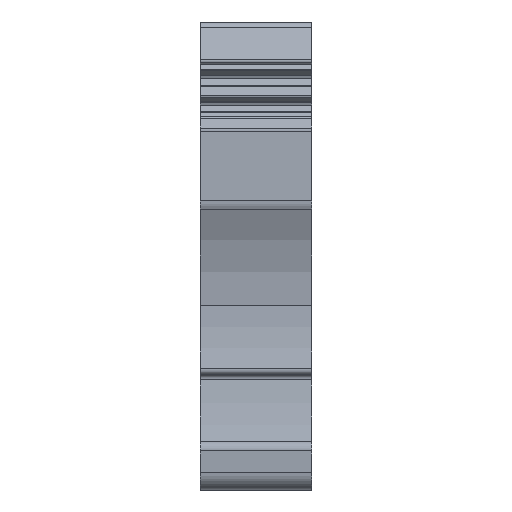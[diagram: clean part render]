
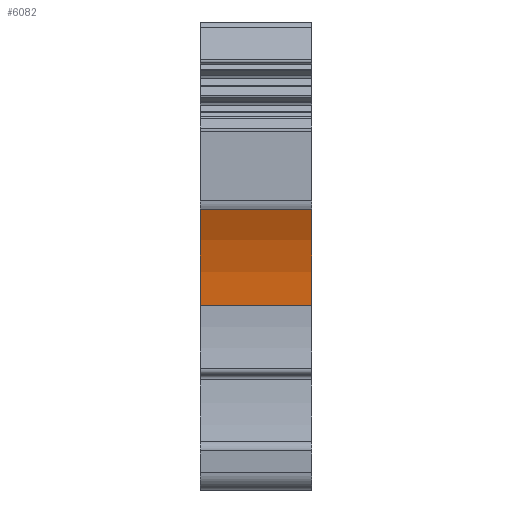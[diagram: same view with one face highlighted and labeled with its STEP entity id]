
A CAD part, front view. The second image highlights one B-rep face of the part: STEP entity #6082.
In plain terms, the highlighted cylindrical face has radius 24 mm (diameter 48 mm), a partial arc.
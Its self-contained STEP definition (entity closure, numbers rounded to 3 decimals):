
#649=AXIS2_PLACEMENT_3D('Circle Axis2P3D',#647,#648,$) ;
#3162=AXIS2_PLACEMENT_3D('Circle Axis2P3D',#3160,#3161,$) ;
#6064=AXIS2_PLACEMENT_3D('Cylinder Axis2P3D',#6061,#6062,#6063) ;
#644=CARTESIAN_POINT('Vertex',(0.,2.72,19.931)) ;
#647=CARTESIAN_POINT('Axis2P3D Location',(0.,-21.278,19.621)) ;
#651=CARTESIAN_POINT('Vertex',(0.,0.209,30.313)) ;
#1538=CARTESIAN_POINT('Vertex',(12.,2.72,19.931)) ;
#3157=CARTESIAN_POINT('Vertex',(12.,0.209,30.313)) ;
#3160=CARTESIAN_POINT('Axis2P3D Location',(12.,-21.278,19.621)) ;
#6061=CARTESIAN_POINT('Axis2P3D Location',(0.,-21.278,19.621)) ;
#6066=CARTESIAN_POINT('Line Origine',(0.,2.72,19.931)) ;
#6071=CARTESIAN_POINT('Line Origine',(0.,0.209,30.313)) ;
#648=DIRECTION('Axis2P3D Direction',(1.,0.,0.)) ;
#3161=DIRECTION('Axis2P3D Direction',(1.,0.,0.)) ;
#6062=DIRECTION('Axis2P3D Direction',(1.,0.,0.)) ;
#6063=DIRECTION('Axis2P3D XDirection',(0.,1.,0.013)) ;
#6067=DIRECTION('Vector Direction',(1.,0.,0.)) ;
#6072=DIRECTION('Vector Direction',(1.,0.,0.)) ;
#6068=VECTOR('Line Direction',#6067,1.) ;
#6073=VECTOR('Line Direction',#6072,1.) ;
#6077=ORIENTED_EDGE('',*,*,#653,.F.) ;
#6078=ORIENTED_EDGE('',*,*,#6070,.T.) ;
#6079=ORIENTED_EDGE('',*,*,#3164,.T.) ;
#6080=ORIENTED_EDGE('',*,*,#6075,.F.) ;
#6082=ADVANCED_FACE('KLTR',(#6081),#6065,.F.) ;
#650=CIRCLE('generated circle',#649,24.) ;
#3163=CIRCLE('generated circle',#3162,24.) ;
#6065=CYLINDRICAL_SURFACE('generated cylinder',#6064,24.) ;
#653=EDGE_CURVE('',#645,#652,#650,.T.) ;
#3164=EDGE_CURVE('',#1539,#3158,#3163,.T.) ;
#6070=EDGE_CURVE('',#645,#1539,#6069,.T.) ;
#6075=EDGE_CURVE('',#652,#3158,#6074,.T.) ;
#6076=EDGE_LOOP('',(#6077,#6078,#6079,#6080)) ;
#6081=FACE_OUTER_BOUND('',#6076,.T.) ;
#6069=LINE('Line',#6066,#6068) ;
#6074=LINE('Line',#6071,#6073) ;
#645=VERTEX_POINT('',#644) ;
#652=VERTEX_POINT('',#651) ;
#1539=VERTEX_POINT('',#1538) ;
#3158=VERTEX_POINT('',#3157) ;
